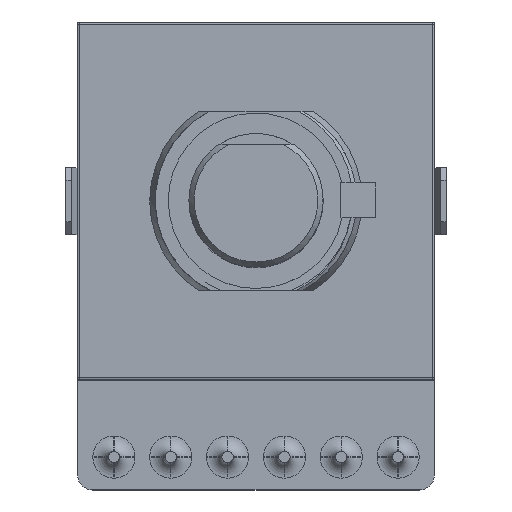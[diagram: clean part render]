
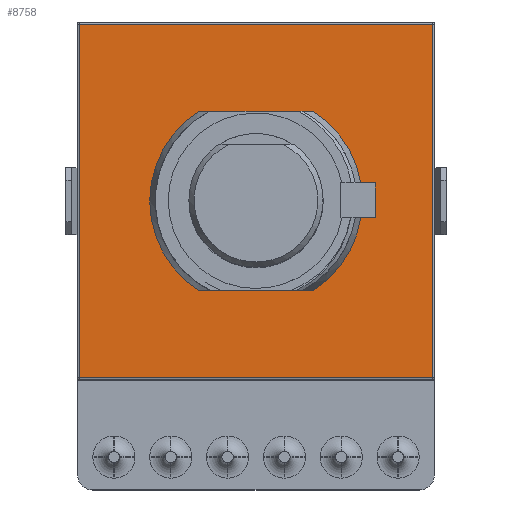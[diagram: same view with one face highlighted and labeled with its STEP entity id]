
A CAD part, top view. The second image highlights one B-rep face of the part: STEP entity #8758.
In plain terms, the highlighted planar face has unit normal (0, 0, 1).
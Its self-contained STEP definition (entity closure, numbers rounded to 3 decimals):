
#439=CIRCLE('',#9122,4.75);
#440=CIRCLE('',#9125,4.75);
#441=CIRCLE('',#9128,4.75);
#1926=ORIENTED_EDGE('',*,*,#3215,.T.);
#1927=ORIENTED_EDGE('',*,*,#3216,.T.);
#1928=ORIENTED_EDGE('',*,*,#3217,.T.);
#1929=ORIENTED_EDGE('',*,*,#3218,.T.);
#1930=ORIENTED_EDGE('',*,*,#3219,.T.);
#1931=ORIENTED_EDGE('',*,*,#3220,.T.);
#1932=ORIENTED_EDGE('',*,*,#3148,.T.);
#1933=ORIENTED_EDGE('',*,*,#3145,.T.);
#1934=ORIENTED_EDGE('',*,*,#3144,.T.);
#1935=ORIENTED_EDGE('',*,*,#3141,.F.);
#1936=ORIENTED_EDGE('',*,*,#3139,.T.);
#1937=ORIENTED_EDGE('',*,*,#3221,.T.);
#3139=EDGE_CURVE('',#3856,#3855,#439,.T.);
#3141=EDGE_CURVE('',#3856,#3857,#4346,.T.);
#3144=EDGE_CURVE('',#3858,#3857,#440,.T.);
#3145=EDGE_CURVE('',#3859,#3858,#4347,.T.);
#3148=EDGE_CURVE('',#3861,#3859,#441,.T.);
#3215=EDGE_CURVE('',#3894,#3895,#4365,.F.);
#3216=EDGE_CURVE('',#3895,#3896,#4366,.F.);
#3217=EDGE_CURVE('',#3896,#3897,#4367,.F.);
#3218=EDGE_CURVE('',#3897,#3894,#4368,.F.);
#3219=EDGE_CURVE('',#3898,#3899,#4369,.T.);
#3220=EDGE_CURVE('',#3899,#3861,#4370,.T.);
#3221=EDGE_CURVE('',#3855,#3898,#4371,.T.);
#3855=VERTEX_POINT('',#29090);
#3856=VERTEX_POINT('',#29092);
#3857=VERTEX_POINT('',#29099);
#3858=VERTEX_POINT('',#29109);
#3859=VERTEX_POINT('',#29113);
#3861=VERTEX_POINT('',#29125);
#3894=VERTEX_POINT('',#29262);
#3895=VERTEX_POINT('',#29263);
#3896=VERTEX_POINT('',#29265);
#3897=VERTEX_POINT('',#29267);
#3898=VERTEX_POINT('',#29270);
#3899=VERTEX_POINT('',#29271);
#4346=LINE('',#29098,#4867);
#4347=LINE('',#29112,#4868);
#4365=LINE('',#29261,#4886);
#4366=LINE('',#29264,#4887);
#4367=LINE('',#29266,#4888);
#4368=LINE('',#29268,#4889);
#4369=LINE('',#29269,#4890);
#4370=LINE('',#29272,#4891);
#4371=LINE('',#29273,#4892);
#4867=VECTOR('',#10212,1000.);
#4868=VECTOR('',#10219,1000.);
#4886=VECTOR('',#10405,1000.);
#4887=VECTOR('',#10406,1000.);
#4888=VECTOR('',#10407,1000.);
#4889=VECTOR('',#10408,1000.);
#4890=VECTOR('',#10409,1000.);
#4891=VECTOR('',#10410,1000.);
#4892=VECTOR('',#10411,1000.);
#5313=EDGE_LOOP('',(#1926,#1927,#1928,#1929));
#5314=EDGE_LOOP('',(#1930,#1931,#1932,#1933,#1934,#1935,#1936,#1937));
#5707=FACE_BOUND('',#5313,.T.);
#5708=FACE_BOUND('',#5314,.T.);
#5920=PLANE('',#9210);
#8758=ADVANCED_FACE('',(#5707,#5708),#5920,.F.);
#9122=AXIS2_PLACEMENT_3D('',#29091,#10208,#10209);
#9125=AXIS2_PLACEMENT_3D('',#29110,#10215,#10216);
#9128=AXIS2_PLACEMENT_3D('',#29124,#10222,#10223);
#9210=AXIS2_PLACEMENT_3D('',#29260,#10403,#10404);
#10208=DIRECTION('',(0.,0.,-1.));
#10209=DIRECTION('',(-1.,0.,0.));
#10212=DIRECTION('',(-1.,0.,0.));
#10215=DIRECTION('',(0.,0.,-1.));
#10216=DIRECTION('',(-1.,0.,0.));
#10219=DIRECTION('',(-1.,0.,0.));
#10222=DIRECTION('',(0.,0.,-1.));
#10223=DIRECTION('',(-1.,0.,0.));
#10403=DIRECTION('',(0.,0.,-1.));
#10404=DIRECTION('',(-1.,0.,0.));
#10405=DIRECTION('',(-1.,0.,0.));
#10406=DIRECTION('',(0.,-1.,0.));
#10407=DIRECTION('',(1.,0.,0.));
#10408=DIRECTION('',(0.,1.,0.));
#10409=DIRECTION('',(0.,-1.,0.));
#10410=DIRECTION('',(-1.,0.,0.));
#10411=DIRECTION('',(1.,0.,0.));
#29090=CARTESIAN_POINT('',(4.681,0.808,10.5));
#29091=CARTESIAN_POINT('',(0.,0.,10.5));
#29092=CARTESIAN_POINT('',(2.562,4.,10.5));
#29098=CARTESIAN_POINT('',(15.932,4.,10.5));
#29099=CARTESIAN_POINT('',(-2.562,4.,10.5));
#29109=CARTESIAN_POINT('',(-2.562,-4.,10.5));
#29110=CARTESIAN_POINT('',(0.,0.,10.5));
#29112=CARTESIAN_POINT('',(15.932,-4.,10.5));
#29113=CARTESIAN_POINT('',(2.562,-4.,10.5));
#29124=CARTESIAN_POINT('',(0.,0.,10.5));
#29125=CARTESIAN_POINT('',(4.692,-0.74,10.5));
#29260=CARTESIAN_POINT('',(0.,0.,10.5));
#29261=CARTESIAN_POINT('',(8.,-7.9,10.5));
#29262=CARTESIAN_POINT('',(-7.9,-7.9,10.5));
#29263=CARTESIAN_POINT('',(7.9,-7.9,10.5));
#29264=CARTESIAN_POINT('',(7.9,8.,10.5));
#29265=CARTESIAN_POINT('',(7.9,7.9,10.5));
#29266=CARTESIAN_POINT('',(-8.,7.9,10.5));
#29267=CARTESIAN_POINT('',(-7.9,7.9,10.5));
#29268=CARTESIAN_POINT('',(-7.9,-8.,10.5));
#29269=CARTESIAN_POINT('',(5.331,0.,10.5));
#29270=CARTESIAN_POINT('',(5.331,0.808,10.5));
#29271=CARTESIAN_POINT('',(5.331,-0.74,10.5));
#29272=CARTESIAN_POINT('',(0.,-0.74,10.5));
#29273=CARTESIAN_POINT('',(0.,0.808,10.5));
